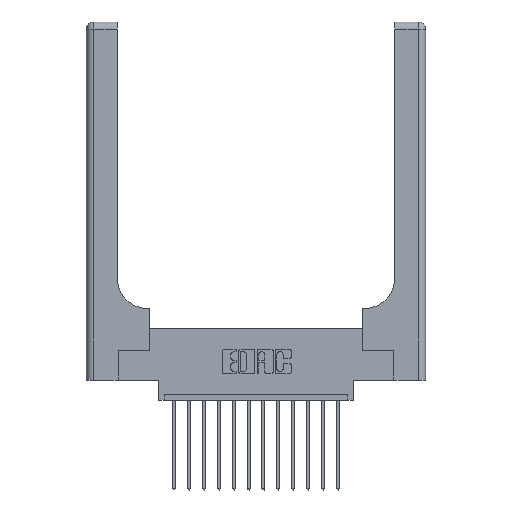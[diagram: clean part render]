
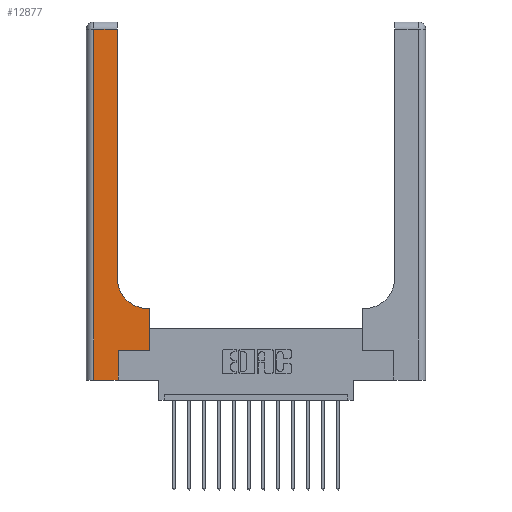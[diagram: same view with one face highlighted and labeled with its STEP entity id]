
A CAD part, top view. The second image highlights one B-rep face of the part: STEP entity #12877.
In plain terms, the highlighted planar face has unit normal (0, 0, 1).
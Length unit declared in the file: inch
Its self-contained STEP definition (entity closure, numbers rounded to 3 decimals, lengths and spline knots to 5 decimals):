
#124 = EDGE_CURVE ( 'NONE', #12359, #15690, #15548, .T. ) ;
#342 = DIRECTION ( 'NONE',  ( 0., 1., 0. ) ) ;
#376 = CARTESIAN_POINT ( 'NONE',  ( 0., 3., 0.37 ) ) ;
#1335 = VECTOR ( 'NONE', #15568, 39.37008 ) ;
#1552 = DIRECTION ( 'NONE',  ( 1., 0., 0. ) ) ;
#2077 = CARTESIAN_POINT ( 'NONE',  ( 0., 2.94, 0.37 ) ) ;
#2794 = VERTEX_POINT ( 'NONE', #10911 ) ;
#3861 = ORIENTED_EDGE ( 'NONE', *, *, #9989, .T. ) ;
#4211 = DIRECTION ( 'NONE',  ( 0., 1., 0. ) ) ;
#4350 = CARTESIAN_POINT ( 'NONE',  ( 0.51, 0.85, 0.37 ) ) ;
#4499 = CARTESIAN_POINT ( 'NONE',  ( 0.26, 0.6, 0.37 ) ) ;
#4539 = CIRCLE ( 'NONE', #6044, 0.25 ) ;
#4943 = LINE ( 'NONE', #11582, #13890 ) ;
#5571 = ORIENTED_EDGE ( 'NONE', *, *, #8085, .T. ) ;
#5573 = CARTESIAN_POINT ( 'NONE',  ( 0.26, 0.85, 0.37 ) ) ;
#5693 = VECTOR ( 'NONE', #7134, 39.37008 ) ;
#5969 = CARTESIAN_POINT ( 'NONE',  ( 0.528, 0.25, 0.37 ) ) ;
#6044 = AXIS2_PLACEMENT_3D ( 'NONE', #4350, #15931, #1552 ) ;
#6206 = CARTESIAN_POINT ( 'NONE',  ( 0.51, 0.6, 0.37 ) ) ;
#6216 = ORIENTED_EDGE ( 'NONE', *, *, #6567, .T. ) ;
#6489 = CARTESIAN_POINT ( 'NONE',  ( 0., 0., 0.37 ) ) ;
#6567 = EDGE_CURVE ( 'NONE', #10660, #15838, #4943, .T. ) ;
#6744 = CARTESIAN_POINT ( 'NONE',  ( 0.06, 0., 0.37 ) ) ;
#7070 = DIRECTION ( 'NONE',  ( -1., 0., 0. ) ) ;
#7084 = VECTOR ( 'NONE', #4211, 39.37008 ) ;
#7134 = DIRECTION ( 'NONE',  ( 0., 1., 0. ) ) ;
#7535 = EDGE_CURVE ( 'NONE', #10886, #14122, #4539, .T. ) ;
#7722 = LINE ( 'NONE', #2077, #8155 ) ;
#7848 = ORIENTED_EDGE ( 'NONE', *, *, #16353, .T. ) ;
#7932 = ORIENTED_EDGE ( 'NONE', *, *, #9953, .T. ) ;
#8085 = EDGE_CURVE ( 'NONE', #14394, #10660, #7722, .T. ) ;
#8120 = VECTOR ( 'NONE', #13628, 39.37008 ) ;
#8155 = VECTOR ( 'NONE', #11274, 39.37008 ) ;
#8734 = CARTESIAN_POINT ( 'NONE',  ( 0.26, 2.94, 0.37 ) ) ;
#9219 = ORIENTED_EDGE ( 'NONE', *, *, #7535, .T. ) ;
#9270 = VERTEX_POINT ( 'NONE', #9459 ) ;
#9392 = FACE_OUTER_BOUND ( 'NONE', #11307, .T. ) ;
#9459 = CARTESIAN_POINT ( 'NONE',  ( 0.265, 0., 0.37 ) ) ;
#9953 = EDGE_CURVE ( 'NONE', #14122, #14394, #10560, .T. ) ;
#9989 = EDGE_CURVE ( 'NONE', #9270, #2794, #10970, .T. ) ;
#10237 = DIRECTION ( 'NONE',  ( 0., -1., 0. ) ) ;
#10560 = LINE ( 'NONE', #12176, #7084 ) ;
#10660 = VERTEX_POINT ( 'NONE', #16357 ) ;
#10886 = VERTEX_POINT ( 'NONE', #6206 ) ;
#10911 = CARTESIAN_POINT ( 'NONE',  ( 0.265, 0.25, 0.37 ) ) ;
#10970 = LINE ( 'NONE', #12314, #5693 ) ;
#11274 = DIRECTION ( 'NONE',  ( -1., 0., 0. ) ) ;
#11307 = EDGE_LOOP ( 'NONE', ( #7932, #5571, #6216, #15263, #3861, #7848, #16453, #13319, #9219 ) ) ;
#11582 = CARTESIAN_POINT ( 'NONE',  ( 0.06, 3., 0.37 ) ) ;
#11865 = CARTESIAN_POINT ( 'NONE',  ( 0.528, 0.25, 0.37 ) ) ;
#12132 = DIRECTION ( 'NONE',  ( 0., 0., -1. ) ) ;
#12176 = CARTESIAN_POINT ( 'NONE',  ( 0.26, 3., 0.37 ) ) ;
#12314 = CARTESIAN_POINT ( 'NONE',  ( 0.265, 0., 0.37 ) ) ;
#12359 = VERTEX_POINT ( 'NONE', #5969 ) ;
#12695 = DIRECTION ( 'NONE',  ( 1., 0., 0. ) ) ;
#12877 = ADVANCED_FACE ( 'NONE', ( #9392 ), #13622, .F. ) ;
#13319 = ORIENTED_EDGE ( 'NONE', *, *, #14265, .T. ) ;
#13615 = LINE ( 'NONE', #4499, #8120 ) ;
#13622 = PLANE ( 'NONE',  #14485 ) ;
#13628 = DIRECTION ( 'NONE',  ( -1., 0., 0. ) ) ;
#13737 = VECTOR ( 'NONE', #342, 39.37008 ) ;
#13890 = VECTOR ( 'NONE', #10237, 39.37008 ) ;
#14122 = VERTEX_POINT ( 'NONE', #5573 ) ;
#14265 = EDGE_CURVE ( 'NONE', #15690, #10886, #13615, .T. ) ;
#14303 = CARTESIAN_POINT ( 'NONE',  ( 0.528, 0.6, 0.37 ) ) ;
#14340 = LINE ( 'NONE', #6489, #1335 ) ;
#14394 = VERTEX_POINT ( 'NONE', #8734 ) ;
#14485 = AXIS2_PLACEMENT_3D ( 'NONE', #376, #12132, #7070 ) ;
#15158 = VECTOR ( 'NONE', #12695, 39.37008 ) ;
#15263 = ORIENTED_EDGE ( 'NONE', *, *, #16541, .T. ) ;
#15345 = LINE ( 'NONE', #16429, #15158 ) ;
#15548 = LINE ( 'NONE', #11865, #13737 ) ;
#15568 = DIRECTION ( 'NONE',  ( 1., 0., 0. ) ) ;
#15690 = VERTEX_POINT ( 'NONE', #14303 ) ;
#15838 = VERTEX_POINT ( 'NONE', #6744 ) ;
#15931 = DIRECTION ( 'NONE',  ( 0., 0., -1. ) ) ;
#16353 = EDGE_CURVE ( 'NONE', #2794, #12359, #15345, .T. ) ;
#16357 = CARTESIAN_POINT ( 'NONE',  ( 0.06, 2.94, 0.37 ) ) ;
#16429 = CARTESIAN_POINT ( 'NONE',  ( 0.265, 0.25, 0.37 ) ) ;
#16453 = ORIENTED_EDGE ( 'NONE', *, *, #124, .T. ) ;
#16541 = EDGE_CURVE ( 'NONE', #15838, #9270, #14340, .T. ) ;
